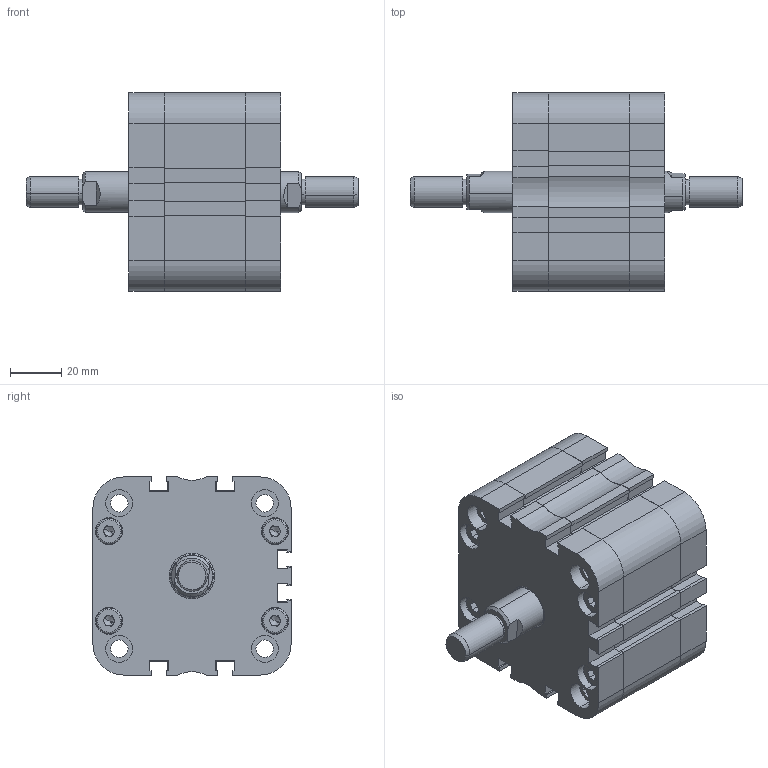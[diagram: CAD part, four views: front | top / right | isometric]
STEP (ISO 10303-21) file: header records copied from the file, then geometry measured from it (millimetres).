
FILE_DESCRIPTION (( 'STEP AP214' ), '1' );
FILE_NAME ('SM_002_063_0010_NP.STEP', '2019-11-14T11:48:17', ( '' ), ( '' ), 'SwSTEP 2.0', 'SolidWorks 2019', '' );
FILE_SCHEMA (( 'AUTOMOTIVE_DESIGN' ));
Length unit declared in the file: millimetre
Products named in the file (17): Kopia Tuleja prowadz¹ca^Pokrywa przód kpl_DTZ_Tuleja prowadz¥ca - D063; SM_002_063_0010_NP; Kopia T硂k^T硂k kpl_DTZ_T坥k - D063; Kopia Pokrywa przód^Pokrywa przód kpl_DTZ_Smart - Pok prz¢d - D063; Kopia SMART - U. t³oka S^T³ok kpl_DTZ_U. tˆoka S - D063; Kopia Magnes^T³ok kpl_DTZ_Magnes D063; T硂k kpl^DTZ_T坥k kpl - D063; Kopia SMART - U. typ Oring - pokrywa^Pokrywa przód kpl_DTZ_U. typ Oring - D063; Kopia Pierœcieñ prowadz¹cy^T³ok kpl_DTZ_Pier˜cieä prowadz¥cy D063; socket set screw flat point_iso_ISO 4026 - M8 x 40-N; Kopia SMART - U. t³oczyska^Pokrywa przód kpl_DTZ_U. tˆoczyska - D063; Tuleja^DTZ_Tuleja - D063; socket head thin cap screw_din_DIN 7984 - M6 x 25 --- 22N; Kopia SMART - U. t硂ka lu焠a^T硂k kpl_DTZ_U. t坥ka lu玭a - D063; Pokrywa przód kpl^DTZ_Pokrywa prz¢d kpl - D063; T³oczysko^DTZ_Tˆoczysko - D063
Assembly tree (29 placements, depth 3):
  SM_002_063_0010_NP
    Pokrywa przód kpl^DTZ_Pokrywa prz¢d kpl - D063
      Kopia Pokrywa przód^Pokrywa przód kpl_DTZ_Smart - Pok prz¢d - D063
      Kopia SMART - U. typ Oring - pokrywa^Pokrywa przód kpl_DTZ_U. typ Oring - D063
      Kopia Tuleja prowadz¹ca^Pokrywa przód kpl_DTZ_Tuleja prowadz¥ca - D063
      Kopia SMART - U. t³oczyska^Pokrywa przód kpl_DTZ_U. tˆoczyska - D063
    Pokrywa przód kpl^DTZ_Pokrywa prz¢d kpl - D063
      Kopia Pokrywa przód^Pokrywa przód kpl_DTZ_Smart - Pok prz¢d - D063
      Kopia SMART - U. typ Oring - pokrywa^Pokrywa przód kpl_DTZ_U. typ Oring - D063
      Kopia Tuleja prowadz¹ca^Pokrywa przód kpl_DTZ_Tuleja prowadz¥ca - D063
      Kopia SMART - U. t³oczyska^Pokrywa przód kpl_DTZ_U. tˆoczyska - D063
    Tuleja^DTZ_Tuleja - D063
    T硂k kpl^DTZ_T坥k kpl - D063
      Kopia T硂k^T硂k kpl_DTZ_T坥k - D063
      Kopia Magnes^T³ok kpl_DTZ_Magnes D063
      Kopia Pierœcieñ prowadz¹cy^T³ok kpl_DTZ_Pier˜cieä prowadz¥cy D063
      Kopia SMART - U. t硂ka lu焠a^T硂k kpl_DTZ_U. t坥ka lu玭a - D063  x2
      Kopia SMART - U. t³oka S^T³ok kpl_DTZ_U. tˆoka S - D063
    T³oczysko^DTZ_Tˆoczysko - D063  x2
    socket head thin cap screw_din_DIN 7984 - M6 x 25 --- 22N  x8
    socket set screw flat point_iso_ISO 4026 - M8 x 40-N
Bounding box: 129 x 77 x 77 mm (x, y, z)
Volume: 237994.5 mm3; surface area: 133718.6 mm2
Topology: 27 solids, 27 shells, 1139 faces, 2823 edges, 1814 vertices
Faces by surface type: plane 554, cylinder 329, bspline 122, cone 102, torus 32
Entity records: 22671 total; most frequent: CARTESIAN_POINT 6789, ORIENTED_EDGE 3128, DIRECTION 3089, EDGE_CURVE 1564, AXIS2_PLACEMENT_3D 1080, VERTEX_POINT 1027, VECTOR 929, LINE 929
